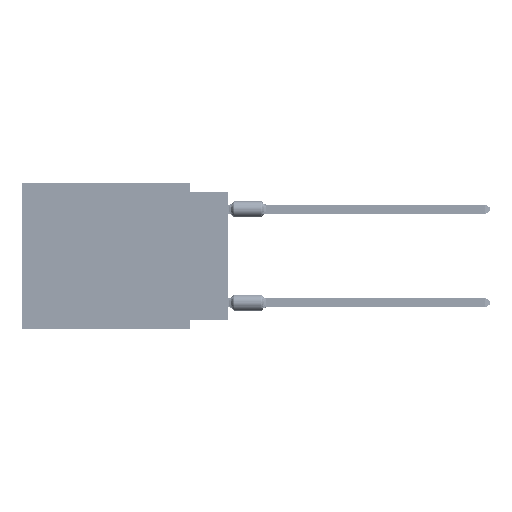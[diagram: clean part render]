
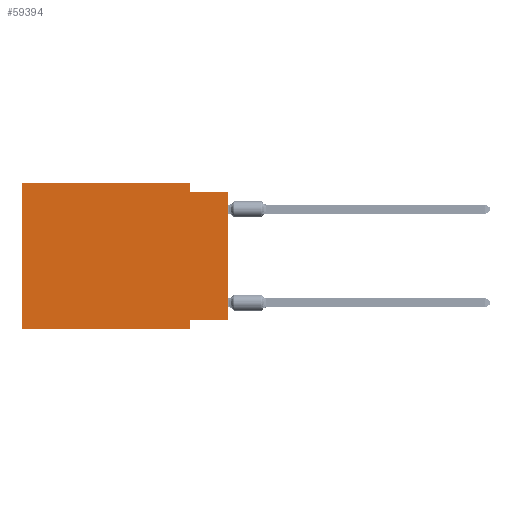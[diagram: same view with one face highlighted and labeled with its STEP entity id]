
A CAD part, left-side view. The second image highlights one B-rep face of the part: STEP entity #59394.
In plain terms, the highlighted planar face has unit normal (-1, 0, 0).
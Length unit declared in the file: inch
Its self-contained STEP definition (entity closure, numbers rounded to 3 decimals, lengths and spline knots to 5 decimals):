
#1001 = EDGE_CURVE ( 'NONE', #33463, #52235, #2577, .T. ) ;
#1034 = DIRECTION ( 'NONE',  ( 0., 0., -1. ) ) ;
#2577 = LINE ( 'NONE', #19619, #52691 ) ;
#2810 = ORIENTED_EDGE ( 'NONE', *, *, #1001, .F. ) ;
#4162 = AXIS2_PLACEMENT_3D ( 'NONE', #46265, #22544, #1034 ) ;
#6709 = LINE ( 'NONE', #23752, #60880 ) ;
#7522 = DIRECTION ( 'NONE',  ( 0., 0., -1. ) ) ;
#8773 = VERTEX_POINT ( 'NONE', #39691 ) ;
#10743 = CARTESIAN_POINT ( 'NONE',  ( 0., 0., -0.365 ) ) ;
#14682 = CARTESIAN_POINT ( 'NONE',  ( 0., 0., 0. ) ) ;
#15960 = VECTOR ( 'NONE', #31929, 39.37008 ) ;
#16638 = VERTEX_POINT ( 'NONE', #21949 ) ;
#17698 = PLANE ( 'NONE',  #4162 ) ;
#18030 = EDGE_CURVE ( 'NONE', #52479, #33463, #55418, .T. ) ;
#19519 = LINE ( 'NONE', #14682, #50920 ) ;
#19619 = CARTESIAN_POINT ( 'NONE',  ( 0., 0.1, -0.39 ) ) ;
#20301 = EDGE_CURVE ( 'NONE', #52479, #41559, #19519, .T. ) ;
#21949 = CARTESIAN_POINT ( 'NONE',  ( 0., 0.55, -0.39 ) ) ;
#22544 = DIRECTION ( 'NONE',  ( 1., 0., 0. ) ) ;
#23271 = ORIENTED_EDGE ( 'NONE', *, *, #62345, .F. ) ;
#23752 = CARTESIAN_POINT ( 'NONE',  ( 0., 0.55, 0. ) ) ;
#25731 = EDGE_LOOP ( 'NONE', ( #60618, #40444, #62971, #23271, #39539, #70706, #2810, #60641 ) ) ;
#30075 = VECTOR ( 'NONE', #7522, 39.37008 ) ;
#30117 = CARTESIAN_POINT ( 'NONE',  ( 0., 0.1, -0.39 ) ) ;
#31929 = DIRECTION ( 'NONE',  ( 0., -1., 0. ) ) ;
#32704 = CARTESIAN_POINT ( 'NONE',  ( 0., 0.55, 0. ) ) ;
#33463 = VERTEX_POINT ( 'NONE', #63768 ) ;
#36794 = CARTESIAN_POINT ( 'NONE',  ( 0., 0.1, 0. ) ) ;
#39539 = ORIENTED_EDGE ( 'NONE', *, *, #72416, .F. ) ;
#39691 = CARTESIAN_POINT ( 'NONE',  ( 0., 0.1, -0.025 ) ) ;
#40444 = ORIENTED_EDGE ( 'NONE', *, *, #73065, .F. ) ;
#41559 = VERTEX_POINT ( 'NONE', #49637 ) ;
#41641 = LINE ( 'NONE', #36794, #30075 ) ;
#42490 = EDGE_CURVE ( 'NONE', #61315, #8773, #41641, .T. ) ;
#42589 = CARTESIAN_POINT ( 'NONE',  ( 0., 0.55, 0. ) ) ;
#42955 = DIRECTION ( 'NONE',  ( 0., -1., 0. ) ) ;
#43938 = CARTESIAN_POINT ( 'NONE',  ( 0., 0., -0.365 ) ) ;
#45855 = EDGE_CURVE ( 'NONE', #16638, #52235, #60090, .T. ) ;
#46116 = VECTOR ( 'NONE', #66517, 39.37008 ) ;
#46265 = CARTESIAN_POINT ( 'NONE',  ( 0., 0.55, 0. ) ) ;
#46389 = DIRECTION ( 'NONE',  ( 0., 0., 1. ) ) ;
#48608 = CARTESIAN_POINT ( 'NONE',  ( 0., 0.55, -0.39 ) ) ;
#49637 = CARTESIAN_POINT ( 'NONE',  ( 0., 0., -0.025 ) ) ;
#50920 = VECTOR ( 'NONE', #71363, 39.37008 ) ;
#51405 = VERTEX_POINT ( 'NONE', #32704 ) ;
#52235 = VERTEX_POINT ( 'NONE', #30117 ) ;
#52479 = VERTEX_POINT ( 'NONE', #10743 ) ;
#52691 = VECTOR ( 'NONE', #54079, 39.37008 ) ;
#54079 = DIRECTION ( 'NONE',  ( 0., 0., -1. ) ) ;
#55418 = LINE ( 'NONE', #43938, #46116 ) ;
#59394 = ADVANCED_FACE ( 'NONE', ( #62939 ), #17698, .F. ) ;
#60090 = LINE ( 'NONE', #48608, #15960 ) ;
#60618 = ORIENTED_EDGE ( 'NONE', *, *, #20301, .T. ) ;
#60641 = ORIENTED_EDGE ( 'NONE', *, *, #18030, .F. ) ;
#60880 = VECTOR ( 'NONE', #46389, 39.37008 ) ;
#61315 = VERTEX_POINT ( 'NONE', #69800 ) ;
#62068 = CARTESIAN_POINT ( 'NONE',  ( 0., 0., -0.025 ) ) ;
#62287 = VECTOR ( 'NONE', #42955, 39.37008 ) ;
#62345 = EDGE_CURVE ( 'NONE', #51405, #61315, #65170, .T. ) ;
#62435 = LINE ( 'NONE', #62068, #72759 ) ;
#62939 = FACE_OUTER_BOUND ( 'NONE', #25731, .T. ) ;
#62971 = ORIENTED_EDGE ( 'NONE', *, *, #42490, .F. ) ;
#63768 = CARTESIAN_POINT ( 'NONE',  ( 0., 0.1, -0.365 ) ) ;
#65170 = LINE ( 'NONE', #42589, #62287 ) ;
#66517 = DIRECTION ( 'NONE',  ( 0., 1., 0. ) ) ;
#67601 = DIRECTION ( 'NONE',  ( 0., -1., 0. ) ) ;
#69800 = CARTESIAN_POINT ( 'NONE',  ( 0., 0.1, 0. ) ) ;
#70706 = ORIENTED_EDGE ( 'NONE', *, *, #45855, .T. ) ;
#71363 = DIRECTION ( 'NONE',  ( 0., 0., 1. ) ) ;
#72416 = EDGE_CURVE ( 'NONE', #16638, #51405, #6709, .T. ) ;
#72759 = VECTOR ( 'NONE', #67601, 39.37008 ) ;
#73065 = EDGE_CURVE ( 'NONE', #8773, #41559, #62435, .T. ) ;
